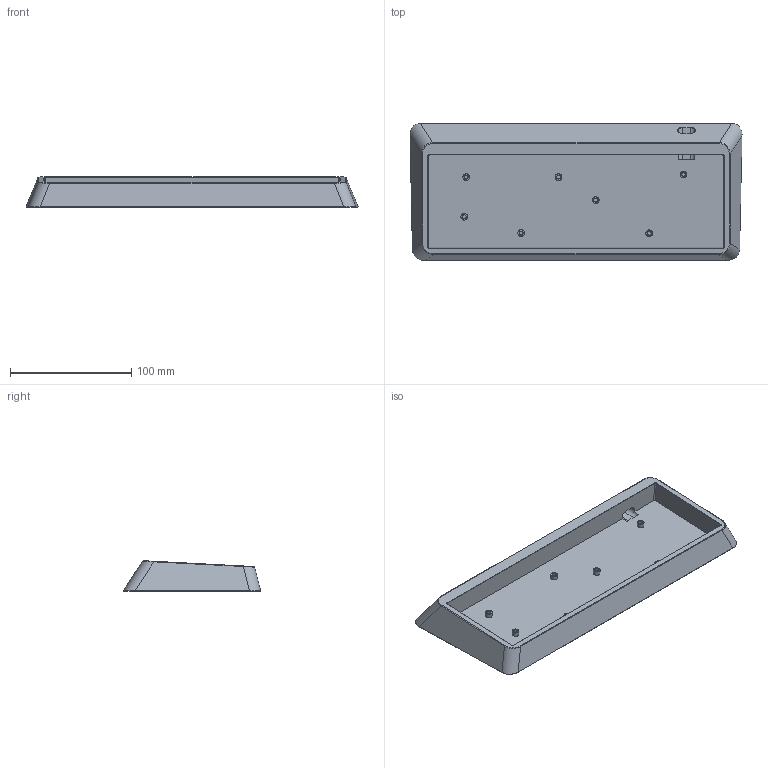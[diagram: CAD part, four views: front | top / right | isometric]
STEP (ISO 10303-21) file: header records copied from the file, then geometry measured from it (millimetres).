
FILE_DESCRIPTION(/* description */ (''),/* implementation_level */ '2;1');
FILE_NAME(/* name */ 'Menhirvan.step',/* time_stamp */ '2024-02-18T19:40:04-08:00',/* author */ (''),/* organization */ (''),/* preprocessor_version */ 'ST-DEVELOPER v20',/* originating_system */ 'Autodesk Translation Framework v12.20.1.177',/* authorisation */ '');
FILE_SCHEMA (('AUTOMOTIVE_DESIGN { 1 0 10303 214 3 1 1 }'));
Length unit declared in the file: millimetre
Products named in the file (1): Menhirvan
Bounding box: 273.92 x 113.06 x 25.18 mm (x, y, z)
Volume: 277104.6 mm3; surface area: 84632.7 mm2
Topology: 1 solids, 1 shells, 108 faces, 244 edges, 152 vertices
Faces by surface type: plane 46, bspline 32, cylinder 26, cone 4
Full cylindrical faces by diameter (mm): 3.2 x7, 5.5 x7
Entity records: 3563 total; most frequent: CARTESIAN_POINT 1297, ORIENTED_EDGE 488, DIRECTION 380, EDGE_CURVE 244, VERTEX_POINT 152, LINE 134, VECTOR 134, EDGE_LOOP 124
